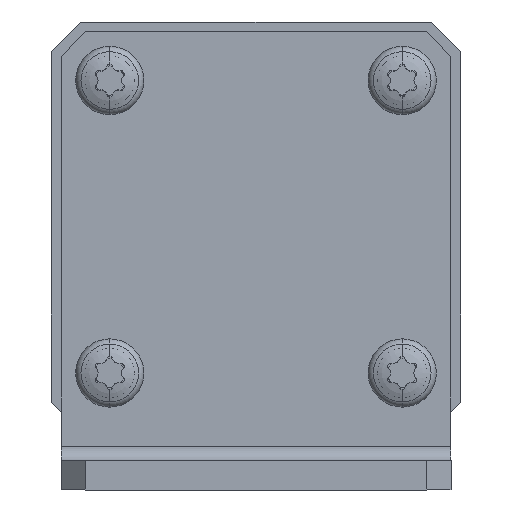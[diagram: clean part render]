
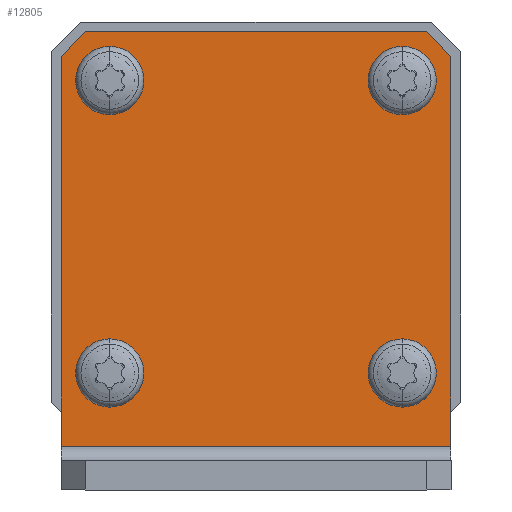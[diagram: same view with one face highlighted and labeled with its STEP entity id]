
A CAD part, front view. The second image highlights one B-rep face of the part: STEP entity #12805.
In plain terms, the highlighted face is planar.
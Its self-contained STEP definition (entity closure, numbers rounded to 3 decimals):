
#12032=DIRECTION('',(0.,0.,1.));
#12033=VECTOR('',#12032,40.);
#12034=CARTESIAN_POINT('',(3.,4.5,-20.));
#12035=LINE('',#12034,#12033);
#12039=CARTESIAN_POINT('',(3.,12.,-15.));
#12040=DIRECTION('',(1.,0.,0.));
#12041=DIRECTION('',(0.,0.,1.));
#12042=AXIS2_PLACEMENT_3D('',#12039,#12040,#12041);
#12047=CARTESIAN_POINT('',(3.,12.,-15.));
#12048=DIRECTION('',(1.,0.,0.));
#12049=DIRECTION('',(0.,0.,-1.));
#12050=AXIS2_PLACEMENT_3D('',#12047,#12048,#12049);
#12055=CARTESIAN_POINT('',(3.,12.,15.));
#12056=DIRECTION('',(1.,0.,0.));
#12057=DIRECTION('',(0.,0.,1.));
#12058=AXIS2_PLACEMENT_3D('',#12055,#12056,#12057);
#12063=CARTESIAN_POINT('',(3.,12.,15.));
#12064=DIRECTION('',(1.,0.,0.));
#12065=DIRECTION('',(0.,0.,-1.));
#12066=AXIS2_PLACEMENT_3D('',#12063,#12064,#12065);
#12071=CARTESIAN_POINT('',(3.,42.,-15.));
#12072=DIRECTION('',(1.,0.,0.));
#12073=DIRECTION('',(0.,0.,1.));
#12074=AXIS2_PLACEMENT_3D('',#12071,#12072,#12073);
#12079=CARTESIAN_POINT('',(3.,42.,-15.));
#12080=DIRECTION('',(1.,0.,0.));
#12081=DIRECTION('',(0.,0.,-1.));
#12082=AXIS2_PLACEMENT_3D('',#12079,#12080,#12081);
#12087=CARTESIAN_POINT('',(3.,42.,15.));
#12088=DIRECTION('',(1.,0.,0.));
#12089=DIRECTION('',(0.,0.,1.));
#12090=AXIS2_PLACEMENT_3D('',#12087,#12088,#12089);
#12095=CARTESIAN_POINT('',(3.,42.,15.));
#12096=DIRECTION('',(1.,0.,0.));
#12097=DIRECTION('',(0.,0.,-1.));
#12098=AXIS2_PLACEMENT_3D('',#12095,#12096,#12097);
#12103=DIRECTION('',(0.,0.707,0.707));
#12104=VECTOR('',#12103,3.536);
#12105=CARTESIAN_POINT('',(3.,44.5,-20.));
#12106=LINE('',#12105,#12104);
#12110=DIRECTION('',(0.,-0.707,0.707));
#12111=VECTOR('',#12110,3.536);
#12112=CARTESIAN_POINT('',(3.,47.,17.5));
#12113=LINE('',#12112,#12111);
#12117=DIRECTION('',(0.,0.,1.));
#12118=VECTOR('',#12117,35.);
#12119=CARTESIAN_POINT('',(3.,47.,-17.5));
#12120=LINE('',#12119,#12118);
#12286=DIRECTION('',(0.,-1.,0.));
#12287=VECTOR('',#12286,40.);
#12288=CARTESIAN_POINT('',(3.,44.5,-20.));
#12289=LINE('',#12288,#12287);
#12314=DIRECTION('',(0.,-1.,0.));
#12315=VECTOR('',#12314,40.);
#12316=CARTESIAN_POINT('',(3.,44.5,20.));
#12317=LINE('',#12316,#12315);
#12336=CARTESIAN_POINT('',(3.,4.5,-20.));
#12338=VERTEX_POINT('',#12336);
#12340=CARTESIAN_POINT('',(3.,4.5,20.));
#12342=VERTEX_POINT('',#12340);
#12360=CARTESIAN_POINT('',(3.,42.,17.5));
#12361=CARTESIAN_POINT('',(3.,42.,12.5));
#12362=VERTEX_POINT('',#12360);
#12363=VERTEX_POINT('',#12361);
#12364=CARTESIAN_POINT('',(3.,42.,-12.5));
#12365=CARTESIAN_POINT('',(3.,42.,-17.5));
#12366=VERTEX_POINT('',#12364);
#12367=VERTEX_POINT('',#12365);
#12368=CARTESIAN_POINT('',(3.,12.,17.5));
#12369=CARTESIAN_POINT('',(3.,12.,12.5));
#12370=VERTEX_POINT('',#12368);
#12371=VERTEX_POINT('',#12369);
#12372=CARTESIAN_POINT('',(3.,12.,-12.5));
#12373=CARTESIAN_POINT('',(3.,12.,-17.5));
#12374=VERTEX_POINT('',#12372);
#12375=VERTEX_POINT('',#12373);
#12396=CARTESIAN_POINT('',(3.,44.5,-20.));
#12397=VERTEX_POINT('',#12396);
#12398=CARTESIAN_POINT('',(3.,47.,-17.5));
#12399=VERTEX_POINT('',#12398);
#12404=CARTESIAN_POINT('',(3.,47.,17.5));
#12405=VERTEX_POINT('',#12404);
#12406=CARTESIAN_POINT('',(3.,44.5,20.));
#12407=VERTEX_POINT('',#12406);
#12763=CARTESIAN_POINT('',(3.,47.,-20.));
#12764=DIRECTION('',(-1.,0.,0.));
#12765=DIRECTION('',(0.,-1.,0.));
#12766=AXIS2_PLACEMENT_3D('',#12763,#12764,#12765);
#12767=PLANE('',#12766);
#12769=ORIENTED_EDGE('',*,*,#12768,.F.);
#12771=ORIENTED_EDGE('',*,*,#12770,.T.);
#12772=ORIENTED_EDGE('',*,*,#12751,.T.);
#12774=ORIENTED_EDGE('',*,*,#12773,.F.);
#12776=ORIENTED_EDGE('',*,*,#12775,.F.);
#12778=ORIENTED_EDGE('',*,*,#12777,.F.);
#12779=EDGE_LOOP('',(#12769,#12771,#12772,#12774,#12776,#12778));
#12780=FACE_OUTER_BOUND('',#12779,.F.);
#12782=ORIENTED_EDGE('',*,*,#12781,.T.);
#12784=ORIENTED_EDGE('',*,*,#12783,.T.);
#12785=EDGE_LOOP('',(#12782,#12784));
#12786=FACE_BOUND('',#12785,.F.);
#12788=ORIENTED_EDGE('',*,*,#12787,.T.);
#12790=ORIENTED_EDGE('',*,*,#12789,.T.);
#12791=EDGE_LOOP('',(#12788,#12790));
#12792=FACE_BOUND('',#12791,.F.);
#12794=ORIENTED_EDGE('',*,*,#12793,.T.);
#12796=ORIENTED_EDGE('',*,*,#12795,.T.);
#12797=EDGE_LOOP('',(#12794,#12796));
#12798=FACE_BOUND('',#12797,.F.);
#12800=ORIENTED_EDGE('',*,*,#12799,.T.);
#12802=ORIENTED_EDGE('',*,*,#12801,.T.);
#12803=EDGE_LOOP('',(#12800,#12802));
#12804=FACE_BOUND('',#12803,.F.);
#12043=CIRCLE('',#12042,2.5);
#12051=CIRCLE('',#12050,2.5);
#12059=CIRCLE('',#12058,2.5);
#12067=CIRCLE('',#12066,2.5);
#12075=CIRCLE('',#12074,2.5);
#12083=CIRCLE('',#12082,2.5);
#12091=CIRCLE('',#12090,2.5);
#12099=CIRCLE('',#12098,2.5);
#12751=EDGE_CURVE('',#12338,#12342,#12035,.T.);
#12768=EDGE_CURVE('',#12397,#12399,#12106,.T.);
#12770=EDGE_CURVE('',#12397,#12338,#12289,.T.);
#12773=EDGE_CURVE('',#12407,#12342,#12317,.T.);
#12775=EDGE_CURVE('',#12405,#12407,#12113,.T.);
#12777=EDGE_CURVE('',#12399,#12405,#12120,.T.);
#12781=EDGE_CURVE('',#12370,#12371,#12059,.T.);
#12783=EDGE_CURVE('',#12371,#12370,#12067,.T.);
#12787=EDGE_CURVE('',#12366,#12367,#12075,.T.);
#12789=EDGE_CURVE('',#12367,#12366,#12083,.T.);
#12793=EDGE_CURVE('',#12362,#12363,#12091,.T.);
#12795=EDGE_CURVE('',#12363,#12362,#12099,.T.);
#12799=EDGE_CURVE('',#12374,#12375,#12043,.T.);
#12801=EDGE_CURVE('',#12375,#12374,#12051,.T.);
#12805=ADVANCED_FACE('',(#12780,#12786,#12792,#12798,#12804),#12767,.F.);
